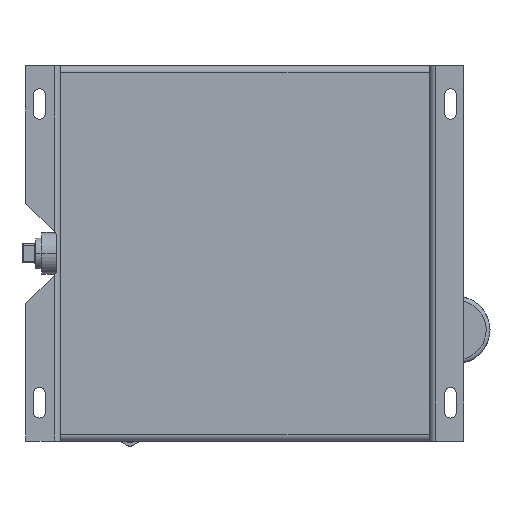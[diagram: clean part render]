
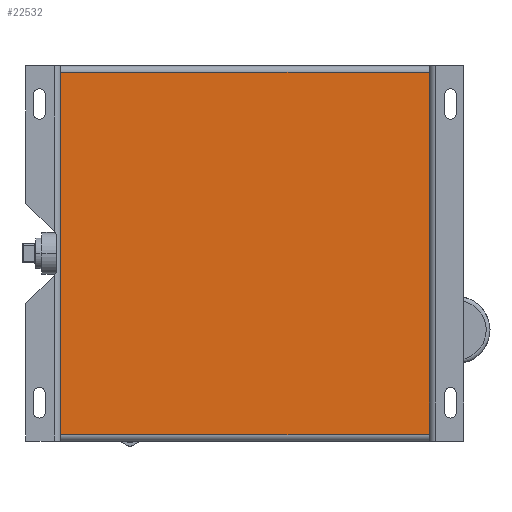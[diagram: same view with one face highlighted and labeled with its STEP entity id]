
A CAD part, front view. The second image highlights one B-rep face of the part: STEP entity #22532.
In plain terms, the highlighted planar face has unit normal (0, -1, 0).
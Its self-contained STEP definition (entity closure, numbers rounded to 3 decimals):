
#4040 = EDGE_LOOP ( 'NONE', ( #5581, #51869, #29864, #74674 ) ) ;
#4227 = DIRECTION ( 'NONE',  ( -1., 0., 0. ) ) ;
#5581 = ORIENTED_EDGE ( 'NONE', *, *, #86266, .F. ) ;
#17760 = VERTEX_POINT ( 'NONE', #94564 ) ;
#19357 = CARTESIAN_POINT ( 'NONE',  ( 12.146, 0.375, -12.041 ) ) ;
#19716 = DIRECTION ( 'NONE',  ( 0., 0., -1. ) ) ;
#22532 = ADVANCED_FACE ( 'NONE', ( #65618 ), #92928, .T. ) ;
#22761 = DIRECTION ( 'NONE',  ( 0., -1., 0. ) ) ;
#29864 = ORIENTED_EDGE ( 'NONE', *, *, #85119, .F. ) ;
#34108 = DIRECTION ( 'NONE',  ( 1., 0., 0. ) ) ;
#35596 = VECTOR ( 'NONE', #34108, 39.37 ) ;
#37378 = EDGE_CURVE ( 'NONE', #53106, #17760, #51355, .T. ) ;
#44279 = LINE ( 'NONE', #95483, #70909 ) ;
#48131 = VECTOR ( 'NONE', #4227, 39.37 ) ;
#48488 = VERTEX_POINT ( 'NONE', #61523 ) ;
#51355 = LINE ( 'NONE', #76415, #35596 ) ;
#51869 = ORIENTED_EDGE ( 'NONE', *, *, #72557, .F. ) ;
#53106 = VERTEX_POINT ( 'NONE', #77868 ) ;
#54407 = CARTESIAN_POINT ( 'NONE',  ( 0.104, 0.375, -12.041 ) ) ;
#57290 = DIRECTION ( 'NONE',  ( 1., 0., 0. ) ) ;
#61523 = CARTESIAN_POINT ( 'NONE',  ( 0.104, 0.375, -12.041 ) ) ;
#62001 = LINE ( 'NONE', #96006, #93843 ) ;
#65618 = FACE_OUTER_BOUND ( 'NONE', #4040, .T. ) ;
#70909 = VECTOR ( 'NONE', #86580, 39.37 ) ;
#72557 = EDGE_CURVE ( 'NONE', #91879, #48488, #97282, .T. ) ;
#74674 = ORIENTED_EDGE ( 'NONE', *, *, #37378, .F. ) ;
#76415 = CARTESIAN_POINT ( 'NONE',  ( 0.104, 0.375, -0.209 ) ) ;
#77868 = CARTESIAN_POINT ( 'NONE',  ( 0.104, 0.375, -0.209 ) ) ;
#84017 = CARTESIAN_POINT ( 'NONE',  ( 0.104, 0.375, -12.041 ) ) ;
#85119 = EDGE_CURVE ( 'NONE', #17760, #91879, #62001, .T. ) ;
#86266 = EDGE_CURVE ( 'NONE', #48488, #53106, #44279, .T. ) ;
#86580 = DIRECTION ( 'NONE',  ( 0., 0., 1. ) ) ;
#88910 = AXIS2_PLACEMENT_3D ( 'NONE', #84017, #22761, #57290 ) ;
#91879 = VERTEX_POINT ( 'NONE', #19357 ) ;
#92928 = PLANE ( 'NONE',  #88910 ) ;
#93843 = VECTOR ( 'NONE', #19716, 39.37 ) ;
#94564 = CARTESIAN_POINT ( 'NONE',  ( 12.146, 0.375, -0.209 ) ) ;
#95483 = CARTESIAN_POINT ( 'NONE',  ( 0.104, 0.375, -12.25 ) ) ;
#96006 = CARTESIAN_POINT ( 'NONE',  ( 12.146, 0.375, -12.25 ) ) ;
#97282 = LINE ( 'NONE', #54407, #48131 ) ;
